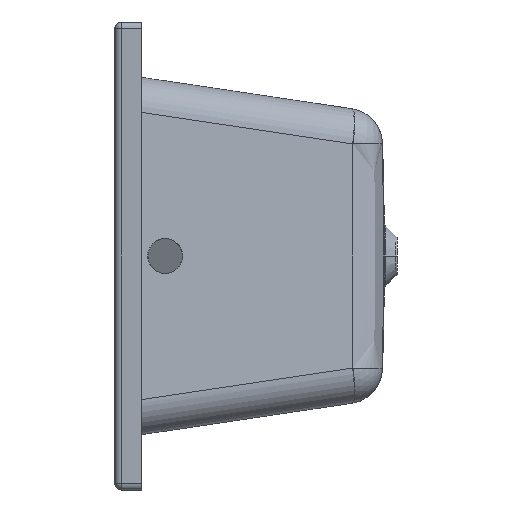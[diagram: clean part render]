
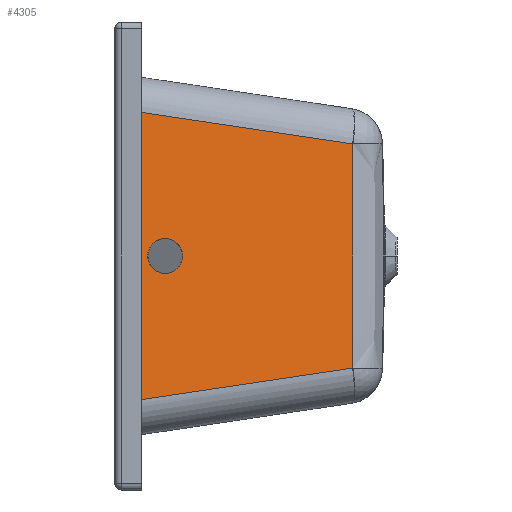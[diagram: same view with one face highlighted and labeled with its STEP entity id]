
A CAD part, left-side view. The second image highlights one B-rep face of the part: STEP entity #4305.
In plain terms, the highlighted planar face has unit normal (-0.985, -0.174, 0).
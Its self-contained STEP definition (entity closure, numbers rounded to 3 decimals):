
#21 =( BOUNDED_CURVE ( )  B_SPLINE_CURVE ( 3, ( #652, #3432, #3747, #1436 ),
 .UNSPECIFIED., .F., .F. ) 
 B_SPLINE_CURVE_WITH_KNOTS ( ( 4, 4 ),
 ( 3.142, 6.283 ),
 .UNSPECIFIED. ) 
 CURVE ( )  GEOMETRIC_REPRESENTATION_ITEM ( )  RATIONAL_B_SPLINE_CURVE ( ( 1., 0.333, 0.333, 1. ) ) 
 REPRESENTATION_ITEM ( '' )  );
#58 = FACE_OUTER_BOUND ( 'NONE', #5028, .T. ) ;
#69 = VERTEX_POINT ( 'NONE', #1168 ) ;
#85 = CARTESIAN_POINT ( 'NONE',  ( -660.459, -356.102, 167.606 ) ) ;
#288 = EDGE_CURVE ( 'NONE', #4120, #69, #21, .T. ) ;
#351 = VERTEX_POINT ( 'NONE', #740 ) ;
#485 = B_SPLINE_CURVE_WITH_KNOTS ( 'NONE', 3,
 ( #4799, #891, #4477, #3621, #4887, #2463, #4105, #4043, #507, #568, #2601, #3767, #1104, #4601, #644, #4965, #1475, #1498 ),
 .UNSPECIFIED., .F., .F.,
 ( 4, 2, 2, 2, 2, 2, 2, 2, 4 ),
 ( 0., 0.042, 0.084, 0.126, 0.168, 0.21, 0.251, 0.293, 0.335 ),
 .UNSPECIFIED. ) ;
#507 = CARTESIAN_POINT ( 'NONE',  ( -660.103, -358.123, 13.975 ) ) ;
#568 = CARTESIAN_POINT ( 'NONE',  ( -660.103, -358.123, -13.962 ) ) ;
#644 = CARTESIAN_POINT ( 'NONE',  ( -660.29, -357.063, -111.738 ) ) ;
#652 = CARTESIAN_POINT ( 'NONE',  ( -714.511, -49.556, 0. ) ) ;
#740 = CARTESIAN_POINT ( 'NONE',  ( -721.694, -8.819, -219.507 ) ) ;
#838 = PLANE ( 'NONE',  #1685 ) ;
#866 = DIRECTION ( 'NONE',  ( -0.174, 0.985, 0. ) ) ;
#891 = CARTESIAN_POINT ( 'NONE',  ( -660.414, -356.355, 153.64 ) ) ;
#1104 = CARTESIAN_POINT ( 'NONE',  ( -660.184, -357.662, -69.836 ) ) ;
#1168 = CARTESIAN_POINT ( 'NONE',  ( -705.342, -101.556, 0. ) ) ;
#1185 = CARTESIAN_POINT ( 'NONE',  ( -652.621, -400.556, -210.22 ) ) ;
#1209 = CARTESIAN_POINT ( 'NONE',  ( -714.511, -49.556, 52. ) ) ;
#1385 = VERTEX_POINT ( 'NONE', #4271 ) ;
#1436 = CARTESIAN_POINT ( 'NONE',  ( -705.342, -101.556, 0. ) ) ;
#1475 = CARTESIAN_POINT ( 'NONE',  ( -660.414, -356.355, -153.639 ) ) ;
#1484 = LINE ( 'NONE', #4973, #2196 ) ;
#1498 = CARTESIAN_POINT ( 'NONE',  ( -660.459, -356.102, -167.606 ) ) ;
#1594 = VERTEX_POINT ( 'NONE', #85 ) ;
#1685 = AXIS2_PLACEMENT_3D ( 'NONE', #1185, #3918, #866 ) ;
#1784 = VECTOR ( 'NONE', #3247, 1000. ) ;
#1804 = EDGE_CURVE ( 'NONE', #1594, #1385, #485, .T. ) ;
#1984 = CARTESIAN_POINT ( 'NONE',  ( -705.342, -101.556, 52. ) ) ;
#2041 = LINE ( 'NONE', #3172, #1784 ) ;
#2099 = ORIENTED_EDGE ( 'NONE', *, *, #2381, .F. ) ;
#2196 = VECTOR ( 'NONE', #4165, 1000. ) ;
#2361 = CARTESIAN_POINT ( 'NONE',  ( -705.342, -101.556, 0. ) ) ;
#2381 = EDGE_CURVE ( 'NONE', #1385, #351, #1484, .T. ) ;
#2463 = CARTESIAN_POINT ( 'NONE',  ( -660.184, -357.662, 69.843 ) ) ;
#2601 = CARTESIAN_POINT ( 'NONE',  ( -660.114, -358.058, -27.931 ) ) ;
#2668 =( BOUNDED_CURVE ( )  B_SPLINE_CURVE ( 3, ( #2361, #1984, #1209, #4344 ),
 .UNSPECIFIED., .F., .F. ) 
 B_SPLINE_CURVE_WITH_KNOTS ( ( 4, 4 ),
 ( 0., 3.142 ),
 .UNSPECIFIED. ) 
 CURVE ( )  GEOMETRIC_REPRESENTATION_ITEM ( )  RATIONAL_B_SPLINE_CURVE ( ( 1., 0.333, 0.333, 1. ) ) 
 REPRESENTATION_ITEM ( '' )  );
#2768 = FACE_BOUND ( 'NONE', #2828, .T. ) ;
#2828 = EDGE_LOOP ( 'NONE', ( #4920, #3903 ) ) ;
#2902 = ORIENTED_EDGE ( 'NONE', *, *, #5081, .F. ) ;
#3151 = CARTESIAN_POINT ( 'NONE',  ( -714.511, -49.556, 0. ) ) ;
#3172 = CARTESIAN_POINT ( 'NONE',  ( -721.694, -8.819, -210.22 ) ) ;
#3247 = DIRECTION ( 'NONE',  ( 0., 0., 1. ) ) ;
#3279 = CARTESIAN_POINT ( 'NONE',  ( -653.853, -393.567, 162.006 ) ) ;
#3432 = CARTESIAN_POINT ( 'NONE',  ( -714.511, -49.556, -52. ) ) ;
#3587 = CARTESIAN_POINT ( 'NONE',  ( -721.694, -8.819, 219.507 ) ) ;
#3621 = CARTESIAN_POINT ( 'NONE',  ( -660.29, -357.063, 111.742 ) ) ;
#3663 = VECTOR ( 'NONE', #4491, 1000. ) ;
#3747 = CARTESIAN_POINT ( 'NONE',  ( -705.342, -101.556, -52. ) ) ;
#3767 = CARTESIAN_POINT ( 'NONE',  ( -660.155, -357.826, -55.868 ) ) ;
#3903 = ORIENTED_EDGE ( 'NONE', *, *, #288, .F. ) ;
#3918 = DIRECTION ( 'NONE',  ( -0.985, -0.174, 0. ) ) ;
#4040 = VERTEX_POINT ( 'NONE', #3587 ) ;
#4043 = CARTESIAN_POINT ( 'NONE',  ( -660.114, -358.058, 27.943 ) ) ;
#4105 = CARTESIAN_POINT ( 'NONE',  ( -660.155, -357.826, 55.877 ) ) ;
#4120 = VERTEX_POINT ( 'NONE', #3151 ) ;
#4165 = DIRECTION ( 'NONE',  ( -0.172, 0.974, -0.146 ) ) ;
#4191 = LINE ( 'NONE', #3279, #3663 ) ;
#4271 = CARTESIAN_POINT ( 'NONE',  ( -660.459, -356.102, -167.606 ) ) ;
#4305 = ADVANCED_FACE ( 'NONE', ( #58, #2768 ), #838, .T. ) ;
#4344 = CARTESIAN_POINT ( 'NONE',  ( -714.511, -49.556, 0. ) ) ;
#4463 = EDGE_CURVE ( 'NONE', #69, #4120, #2668, .T. ) ;
#4477 = CARTESIAN_POINT ( 'NONE',  ( -660.371, -356.6, 139.674 ) ) ;
#4484 = ORIENTED_EDGE ( 'NONE', *, *, #1804, .F. ) ;
#4491 = DIRECTION ( 'NONE',  ( 0.172, -0.974, -0.146 ) ) ;
#4601 = CARTESIAN_POINT ( 'NONE',  ( -660.251, -357.281, -97.771 ) ) ;
#4799 = CARTESIAN_POINT ( 'NONE',  ( -660.459, -356.102, 167.606 ) ) ;
#4858 = ORIENTED_EDGE ( 'NONE', *, *, #4944, .F. ) ;
#4887 = CARTESIAN_POINT ( 'NONE',  ( -660.251, -357.281, 97.776 ) ) ;
#4920 = ORIENTED_EDGE ( 'NONE', *, *, #4463, .F. ) ;
#4944 = EDGE_CURVE ( 'NONE', #351, #4040, #2041, .T. ) ;
#4965 = CARTESIAN_POINT ( 'NONE',  ( -660.371, -356.6, -139.672 ) ) ;
#4973 = CARTESIAN_POINT ( 'NONE',  ( -653.853, -393.567, -162.006 ) ) ;
#5028 = EDGE_LOOP ( 'NONE', ( #2099, #4484, #2902, #4858 ) ) ;
#5081 = EDGE_CURVE ( 'NONE', #4040, #1594, #4191, .T. ) ;
